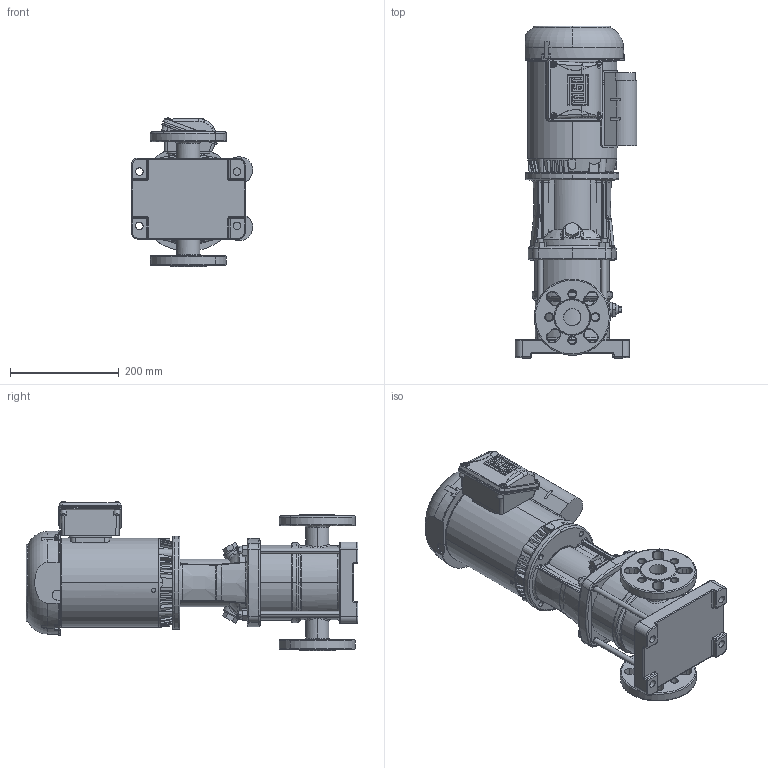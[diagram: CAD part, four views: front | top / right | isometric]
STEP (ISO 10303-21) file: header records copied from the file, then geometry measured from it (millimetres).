
FILE_DESCRIPTION (( 'STEP AP203' ), '1' );
FILE_NAME ('3303726 - MVI-15-5-.75 HP-56C-304-E-115_230V~1.step', '2022-03-30T13:58:54', ( '' ), ( '' ), 'SwSTEP 2.0', 'SolidWorks 2021', '' );
FILE_SCHEMA (( 'CONFIG_CONTROL_DESIGN' ));
Length unit declared in the file: inch
Products named in the file (5): 3303726 - MVI-15-5-.75 HP-56C-304-E-115_230V~1; ~1 MOTOR_3329581 - NEMA V2 0.75HP 56C 115_208-230V~1 TEFC; MVI PEO - [304-EPDM]_3304022 - MVI-15-5-.75 HP-56C-304-E-S; 3329581 - NEMA V2 0.75HP 56C 115_208-230V~1 TEFC; sbi_n_3-5_flange(NEMA)
Assembly tree (4 placements, depth 3):
  3303726 - MVI-15-5-.75 HP-56C-304-E-115_230V~1
    MVI PEO - [304-EPDM]_3304022 - MVI-15-5-.75 HP-56C-304-E-S
      sbi_n_3-5_flange(NEMA)
    ~1 MOTOR_3329581 - NEMA V2 0.75HP 56C 115_208-230V~1 TEFC
      3329581 - NEMA V2 0.75HP 56C 115_208-230V~1 TEFC
Bounding box: 223.9 x 611.7 x 274.74 mm (x, y, z)
Volume: 13368473.8 mm3; surface area: 872829.7 mm2
Topology: 16 solids, 16 shells, 2190 faces, 5656 edges, 3542 vertices
Faces by surface type: plane 713, cylinder 640, bspline 420, cone 302, torus 85, sphere 30
Entity records: 106937 total; most frequent: CARTESIAN_POINT 57942, ORIENTED_EDGE 11194, DIRECTION 8664, EDGE_CURVE 5597, VERTEX_POINT 3539, AXIS2_PLACEMENT_3D 3313, EDGE_LOOP 2362, FACE_OUTER_BOUND 2190
